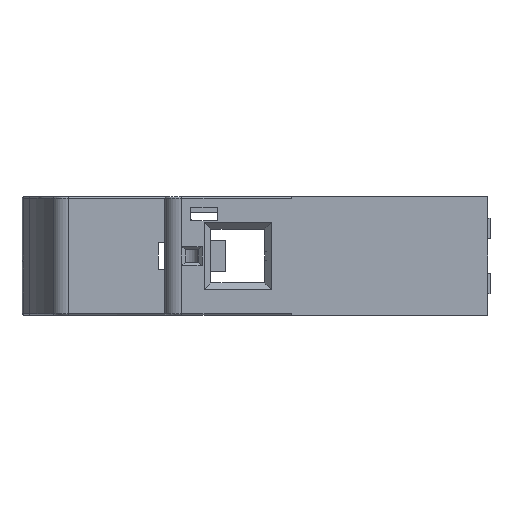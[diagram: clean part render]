
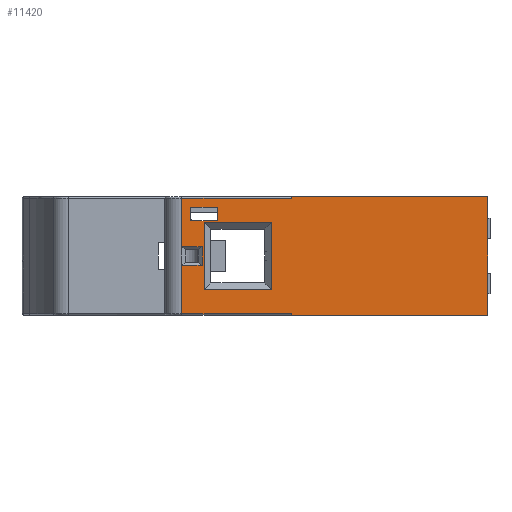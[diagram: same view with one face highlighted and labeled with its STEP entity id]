
A CAD part, left-side view. The second image highlights one B-rep face of the part: STEP entity #11420.
In plain terms, the highlighted planar face has unit normal (-1, 0, 0).
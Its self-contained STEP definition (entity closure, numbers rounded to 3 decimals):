
#11316=AXIS2_PLACEMENT_3D('Plane Axis2P3D',#11313,#11314,#11315) ;
#7945=CARTESIAN_POINT('Vertex',(-42.5,-64.,-8.75)) ;
#7948=CARTESIAN_POINT('Line Origine',(-42.5,-49.45,-8.75)) ;
#7952=CARTESIAN_POINT('Vertex',(-42.5,-34.9,-8.75)) ;
#8788=CARTESIAN_POINT('Vertex',(-42.5,-23.9,5.25)) ;
#8791=CARTESIAN_POINT('Line Origine',(-42.5,-23.9,6.25)) ;
#8795=CARTESIAN_POINT('Vertex',(-42.5,-23.9,7.25)) ;
#8832=CARTESIAN_POINT('Vertex',(-42.5,-19.9,5.25)) ;
#8835=CARTESIAN_POINT('Line Origine',(-42.5,-21.9,5.25)) ;
#8885=CARTESIAN_POINT('Vertex',(-42.5,-19.9,7.25)) ;
#8888=CARTESIAN_POINT('Line Origine',(-42.5,-19.9,6.25)) ;
#9197=CARTESIAN_POINT('Vertex',(-42.5,-31.9,-5.)) ;
#9200=CARTESIAN_POINT('Line Origine',(-42.5,-31.9,0.)) ;
#9204=CARTESIAN_POINT('Vertex',(-42.5,-31.9,5.)) ;
#9712=CARTESIAN_POINT('Vertex',(-42.5,-34.9,8.75)) ;
#9715=CARTESIAN_POINT('Line Origine',(-42.5,-49.45,8.75)) ;
#9719=CARTESIAN_POINT('Vertex',(-42.5,-64.,8.75)) ;
#11261=CARTESIAN_POINT('Vertex',(-42.5,-18.6,-8.55)) ;
#11282=CARTESIAN_POINT('Line Origine',(-42.5,-154.771,-8.55)) ;
#11286=CARTESIAN_POINT('Vertex',(-42.5,-34.9,-8.55)) ;
#11302=CARTESIAN_POINT('Line Origine',(-42.5,-34.9,-8.65)) ;
#11313=CARTESIAN_POINT('Axis2P3D Location',(-42.5,-64.3,-8.75)) ;
#11318=CARTESIAN_POINT('Line Origine',(-42.5,-26.75,8.55)) ;
#11322=CARTESIAN_POINT('Vertex',(-42.5,-18.6,8.55)) ;
#11324=CARTESIAN_POINT('Vertex',(-42.5,-34.9,8.55)) ;
#11327=CARTESIAN_POINT('Line Origine',(-42.5,-18.6,4.975)) ;
#11331=CARTESIAN_POINT('Vertex',(-42.5,-18.6,1.4)) ;
#11334=CARTESIAN_POINT('Line Origine',(-42.5,-20.1,1.4)) ;
#11338=CARTESIAN_POINT('Vertex',(-42.5,-21.6,1.4)) ;
#11341=CARTESIAN_POINT('Line Origine',(-42.5,-21.6,0.)) ;
#11345=CARTESIAN_POINT('Vertex',(-42.5,-21.6,-1.4)) ;
#11348=CARTESIAN_POINT('Line Origine',(-42.5,-20.1,-1.4)) ;
#11352=CARTESIAN_POINT('Vertex',(-42.5,-18.6,-1.4)) ;
#11355=CARTESIAN_POINT('Line Origine',(-42.5,-18.6,-4.975)) ;
#11360=CARTESIAN_POINT('Line Origine',(-42.5,-64.,0.)) ;
#11365=CARTESIAN_POINT('Line Origine',(-42.5,-34.9,8.65)) ;
#11384=CARTESIAN_POINT('Line Origine',(-42.5,-21.9,7.25)) ;
#11395=CARTESIAN_POINT('Line Origine',(-42.5,-26.9,5.)) ;
#11399=CARTESIAN_POINT('Vertex',(-42.5,-21.9,5.)) ;
#11402=CARTESIAN_POINT('Line Origine',(-42.5,-26.9,-5.)) ;
#11406=CARTESIAN_POINT('Vertex',(-42.5,-21.9,-5.)) ;
#11409=CARTESIAN_POINT('Line Origine',(-42.5,-21.9,0.)) ;
#7949=DIRECTION('Vector Direction',(0.,1.,0.)) ;
#8792=DIRECTION('Vector Direction',(0.,0.,1.)) ;
#8836=DIRECTION('Vector Direction',(0.,-1.,0.)) ;
#8889=DIRECTION('Vector Direction',(0.,0.,-1.)) ;
#9201=DIRECTION('Vector Direction',(0.,0.,-1.)) ;
#9716=DIRECTION('Vector Direction',(0.,-1.,0.)) ;
#11283=DIRECTION('Vector Direction',(0.,1.,0.)) ;
#11303=DIRECTION('Vector Direction',(0.,0.,-1.)) ;
#11314=DIRECTION('Axis2P3D Direction',(1.,0.,0.)) ;
#11315=DIRECTION('Axis2P3D XDirection',(0.,1.,0.)) ;
#11319=DIRECTION('Vector Direction',(0.,-1.,0.)) ;
#11328=DIRECTION('Vector Direction',(0.,0.,1.)) ;
#11335=DIRECTION('Vector Direction',(0.,-1.,0.)) ;
#11342=DIRECTION('Vector Direction',(0.,0.,1.)) ;
#11349=DIRECTION('Vector Direction',(0.,-1.,0.)) ;
#11356=DIRECTION('Vector Direction',(0.,0.,1.)) ;
#11361=DIRECTION('Vector Direction',(0.,0.,-1.)) ;
#11366=DIRECTION('Vector Direction',(0.,0.,-1.)) ;
#11385=DIRECTION('Vector Direction',(0.,1.,0.)) ;
#11396=DIRECTION('Vector Direction',(0.,-1.,0.)) ;
#11403=DIRECTION('Vector Direction',(0.,1.,0.)) ;
#11410=DIRECTION('Vector Direction',(0.,0.,1.)) ;
#7950=VECTOR('Line Direction',#7949,1.) ;
#8793=VECTOR('Line Direction',#8792,1.) ;
#8837=VECTOR('Line Direction',#8836,1.) ;
#8890=VECTOR('Line Direction',#8889,1.) ;
#9202=VECTOR('Line Direction',#9201,1.) ;
#9717=VECTOR('Line Direction',#9716,1.) ;
#11284=VECTOR('Line Direction',#11283,1.) ;
#11304=VECTOR('Line Direction',#11303,1.) ;
#11320=VECTOR('Line Direction',#11319,1.) ;
#11329=VECTOR('Line Direction',#11328,1.) ;
#11336=VECTOR('Line Direction',#11335,1.) ;
#11343=VECTOR('Line Direction',#11342,1.) ;
#11350=VECTOR('Line Direction',#11349,1.) ;
#11357=VECTOR('Line Direction',#11356,1.) ;
#11362=VECTOR('Line Direction',#11361,1.) ;
#11367=VECTOR('Line Direction',#11366,1.) ;
#11386=VECTOR('Line Direction',#11385,1.) ;
#11397=VECTOR('Line Direction',#11396,1.) ;
#11404=VECTOR('Line Direction',#11403,1.) ;
#11411=VECTOR('Line Direction',#11410,1.) ;
#11371=ORIENTED_EDGE('',*,*,#11326,.F.) ;
#11372=ORIENTED_EDGE('',*,*,#11333,.F.) ;
#11373=ORIENTED_EDGE('',*,*,#11340,.T.) ;
#11374=ORIENTED_EDGE('',*,*,#11347,.F.) ;
#11375=ORIENTED_EDGE('',*,*,#11354,.F.) ;
#11376=ORIENTED_EDGE('',*,*,#11359,.F.) ;
#11377=ORIENTED_EDGE('',*,*,#11288,.F.) ;
#11378=ORIENTED_EDGE('',*,*,#11306,.T.) ;
#11379=ORIENTED_EDGE('',*,*,#7954,.F.) ;
#11380=ORIENTED_EDGE('',*,*,#11364,.F.) ;
#11381=ORIENTED_EDGE('',*,*,#9721,.F.) ;
#11382=ORIENTED_EDGE('',*,*,#11369,.T.) ;
#11390=ORIENTED_EDGE('',*,*,#11388,.F.) ;
#11391=ORIENTED_EDGE('',*,*,#8797,.F.) ;
#11392=ORIENTED_EDGE('',*,*,#8839,.F.) ;
#11393=ORIENTED_EDGE('',*,*,#8892,.F.) ;
#11415=ORIENTED_EDGE('',*,*,#11401,.T.) ;
#11416=ORIENTED_EDGE('',*,*,#9206,.T.) ;
#11417=ORIENTED_EDGE('',*,*,#11408,.T.) ;
#11418=ORIENTED_EDGE('',*,*,#11413,.T.) ;
#11394=FACE_BOUND('',#11389,.T.) ;
#11419=FACE_BOUND('',#11414,.T.) ;
#11420=ADVANCED_FACE('MANIFOLD_SOLID_BREP #25944',(#11383,#11394,#11419),#11317,.F.) ;
#7954=EDGE_CURVE('',#7946,#7953,#7951,.T.) ;
#8797=EDGE_CURVE('',#8789,#8796,#8794,.T.) ;
#8839=EDGE_CURVE('',#8833,#8789,#8838,.T.) ;
#8892=EDGE_CURVE('',#8886,#8833,#8891,.T.) ;
#9206=EDGE_CURVE('',#9205,#9198,#9203,.T.) ;
#9721=EDGE_CURVE('',#9713,#9720,#9718,.T.) ;
#11288=EDGE_CURVE('',#11287,#11262,#11285,.T.) ;
#11306=EDGE_CURVE('',#11287,#7953,#11305,.T.) ;
#11326=EDGE_CURVE('',#11323,#11325,#11321,.T.) ;
#11333=EDGE_CURVE('',#11332,#11323,#11330,.T.) ;
#11340=EDGE_CURVE('',#11332,#11339,#11337,.T.) ;
#11347=EDGE_CURVE('',#11346,#11339,#11344,.T.) ;
#11354=EDGE_CURVE('',#11353,#11346,#11351,.T.) ;
#11359=EDGE_CURVE('',#11262,#11353,#11358,.T.) ;
#11364=EDGE_CURVE('',#9720,#7946,#11363,.T.) ;
#11369=EDGE_CURVE('',#9713,#11325,#11368,.T.) ;
#11388=EDGE_CURVE('',#8796,#8886,#11387,.T.) ;
#11401=EDGE_CURVE('',#11400,#9205,#11398,.T.) ;
#11408=EDGE_CURVE('',#9198,#11407,#11405,.T.) ;
#11413=EDGE_CURVE('',#11407,#11400,#11412,.T.) ;
#11370=EDGE_LOOP('',(#11371,#11372,#11373,#11374,#11375,#11376,#11377,#11378,#11379,#11380,#11381,#11382)) ;
#11389=EDGE_LOOP('',(#11390,#11391,#11392,#11393)) ;
#11414=EDGE_LOOP('',(#11415,#11416,#11417,#11418)) ;
#11383=FACE_OUTER_BOUND('',#11370,.T.) ;
#7951=LINE('Line',#7948,#7950) ;
#8794=LINE('Line',#8791,#8793) ;
#8838=LINE('Line',#8835,#8837) ;
#8891=LINE('Line',#8888,#8890) ;
#9203=LINE('Line',#9200,#9202) ;
#9718=LINE('Line',#9715,#9717) ;
#11285=LINE('Line',#11282,#11284) ;
#11305=LINE('Line',#11302,#11304) ;
#11321=LINE('Line',#11318,#11320) ;
#11330=LINE('Line',#11327,#11329) ;
#11337=LINE('Line',#11334,#11336) ;
#11344=LINE('Line',#11341,#11343) ;
#11351=LINE('Line',#11348,#11350) ;
#11358=LINE('Line',#11355,#11357) ;
#11363=LINE('Line',#11360,#11362) ;
#11368=LINE('Line',#11365,#11367) ;
#11387=LINE('Line',#11384,#11386) ;
#11398=LINE('Line',#11395,#11397) ;
#11405=LINE('Line',#11402,#11404) ;
#11412=LINE('Line',#11409,#11411) ;
#11317=PLANE('',#11316) ;
#7946=VERTEX_POINT('',#7945) ;
#7953=VERTEX_POINT('',#7952) ;
#8789=VERTEX_POINT('',#8788) ;
#8796=VERTEX_POINT('',#8795) ;
#8833=VERTEX_POINT('',#8832) ;
#8886=VERTEX_POINT('',#8885) ;
#9198=VERTEX_POINT('',#9197) ;
#9205=VERTEX_POINT('',#9204) ;
#9713=VERTEX_POINT('',#9712) ;
#9720=VERTEX_POINT('',#9719) ;
#11262=VERTEX_POINT('',#11261) ;
#11287=VERTEX_POINT('',#11286) ;
#11323=VERTEX_POINT('',#11322) ;
#11325=VERTEX_POINT('',#11324) ;
#11332=VERTEX_POINT('',#11331) ;
#11339=VERTEX_POINT('',#11338) ;
#11346=VERTEX_POINT('',#11345) ;
#11353=VERTEX_POINT('',#11352) ;
#11400=VERTEX_POINT('',#11399) ;
#11407=VERTEX_POINT('',#11406) ;
